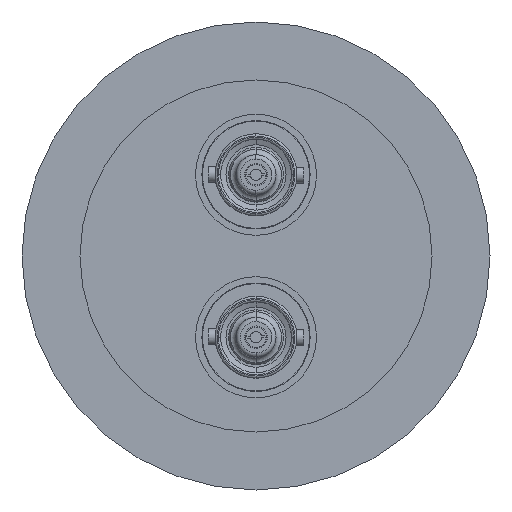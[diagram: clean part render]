
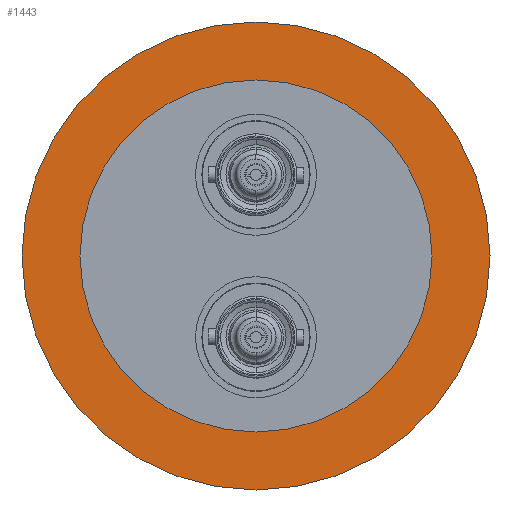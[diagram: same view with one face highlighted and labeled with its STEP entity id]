
A CAD part, front view. The second image highlights one B-rep face of the part: STEP entity #1443.
In plain terms, the highlighted planar face has unit normal (0, -1, 0).
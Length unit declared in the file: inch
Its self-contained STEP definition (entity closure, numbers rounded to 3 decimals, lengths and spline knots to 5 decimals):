
#1443 = ADVANCED_FACE ( 'NONE', ( #8712, #8715 ), #8717, .F. ) ;
#1603 = VERTEX_POINT ( 'NONE', #8847 ) ;
#1610 = VERTEX_POINT ( 'NONE', #8815 ) ;
#1612 = VERTEX_POINT ( 'NONE', #8856 ) ;
#1913 = ORIENTED_EDGE ( 'NONE', *, *, #2828, .F. ) ;
#1914 = ORIENTED_EDGE ( 'NONE', *, *, #11426, .F. ) ;
#1915 = ORIENTED_EDGE ( 'NONE', *, *, #11427, .T. ) ;
#1916 = ORIENTED_EDGE ( 'NONE', *, *, #2818, .T. ) ;
#2818 = EDGE_CURVE ( 'NONE', #16608, #1612, #13034, .T. ) ;
#2828 = EDGE_CURVE ( 'NONE', #1603, #1610, #13038, .T. ) ;
#8705 = CARTESIAN_POINT ( 'NONE',  ( 1.08, -0.62633, 0. ) ) ;
#8712 = FACE_OUTER_BOUND ( 'NONE', #16097, .T. ) ;
#8715 = FACE_BOUND ( 'NONE', #16096, .T. ) ;
#8717 = PLANE ( 'NONE',  #10943 ) ;
#8720 = DIRECTION ( 'NONE',  ( 0., 1., 0. ) ) ;
#8722 = DIRECTION ( 'NONE',  ( 0., 0., 1. ) ) ;
#8815 = CARTESIAN_POINT ( 'NONE',  ( 0., -0.62633, -1.08 ) ) ;
#8847 = CARTESIAN_POINT ( 'NONE',  ( 0., -0.62633, 1.08 ) ) ;
#8856 = CARTESIAN_POINT ( 'NONE',  ( 0., -0.62633, 0.8125 ) ) ;
#9817 = CARTESIAN_POINT ( 'NONE',  ( 0., -0.62633, 0. ) ) ;
#9818 = DIRECTION ( 'NONE',  ( 0., 1., 0. ) ) ;
#9819 = DIRECTION ( 'NONE',  ( 0., 0., 1. ) ) ;
#9830 = CARTESIAN_POINT ( 'NONE',  ( 0., -0.62633, 0. ) ) ;
#9831 = DIRECTION ( 'NONE',  ( 0., 1., 0. ) ) ;
#9832 = DIRECTION ( 'NONE',  ( 0., 0., 1. ) ) ;
#10721 = CIRCLE ( 'NONE', #10724, 1.08 ) ;
#10723 = CIRCLE ( 'NONE', #10726, 0.8125 ) ;
#10724 = AXIS2_PLACEMENT_3D ( 'NONE', #12338, #12339, #12340 ) ;
#10726 = AXIS2_PLACEMENT_3D ( 'NONE', #12341, #12342, #12343 ) ;
#10943 = AXIS2_PLACEMENT_3D ( 'NONE', #8705, #8720, #8722 ) ;
#11426 = EDGE_CURVE ( 'NONE', #1610, #1603, #10721, .T. ) ;
#11427 = EDGE_CURVE ( 'NONE', #1612, #16608, #10723, .T. ) ;
#12338 = CARTESIAN_POINT ( 'NONE',  ( 0., -0.62633, 0. ) ) ;
#12339 = DIRECTION ( 'NONE',  ( 0., 1., 0. ) ) ;
#12340 = DIRECTION ( 'NONE',  ( 0., 0., 1. ) ) ;
#12341 = CARTESIAN_POINT ( 'NONE',  ( 0., -0.62633, 0. ) ) ;
#12342 = DIRECTION ( 'NONE',  ( 0., 1., 0. ) ) ;
#12343 = DIRECTION ( 'NONE',  ( 0., 0., 1. ) ) ;
#13034 = CIRCLE ( 'NONE', #13036, 0.8125 ) ;
#13036 = AXIS2_PLACEMENT_3D ( 'NONE', #9817, #9818, #9819 ) ;
#13038 = CIRCLE ( 'NONE', #13042, 1.08 ) ;
#13042 = AXIS2_PLACEMENT_3D ( 'NONE', #9830, #9831, #9832 ) ;
#14621 = CARTESIAN_POINT ( 'NONE',  ( 0., -0.62633, -0.8125 ) ) ;
#16096 = EDGE_LOOP ( 'NONE', ( #1915, #1916 ) ) ;
#16097 = EDGE_LOOP ( 'NONE', ( #1913, #1914 ) ) ;
#16608 = VERTEX_POINT ( 'NONE', #14621 ) ;
